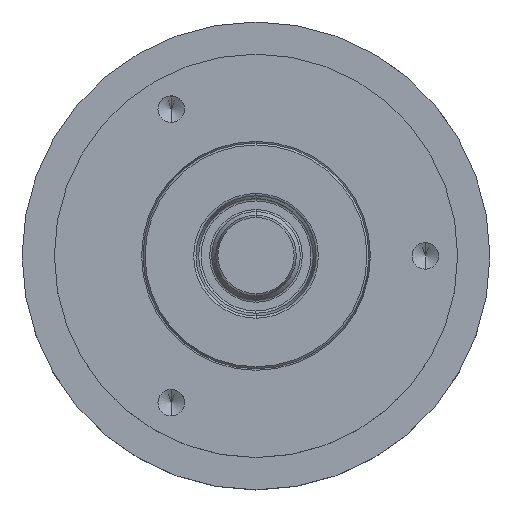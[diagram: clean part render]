
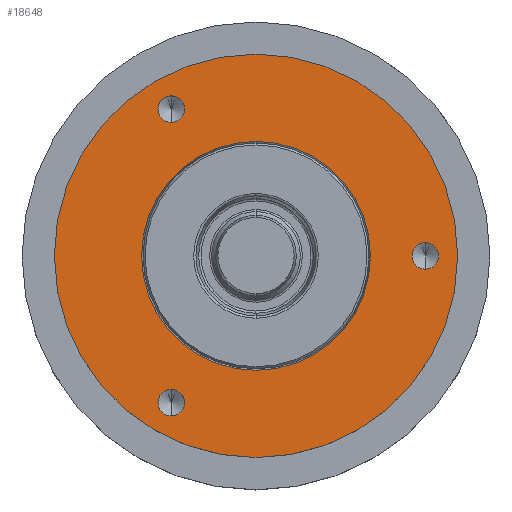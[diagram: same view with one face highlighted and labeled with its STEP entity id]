
A CAD part, top view. The second image highlights one B-rep face of the part: STEP entity #18648.
In plain terms, the highlighted planar face has unit normal (0, 0, 1).
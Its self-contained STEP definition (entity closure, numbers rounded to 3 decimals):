
#3887=CARTESIAN_POINT('',(0.,0.,27.));
#3888=DIRECTION('',(0.,0.,-1.));
#3889=DIRECTION('',(0.,1.,0.));
#3890=AXIS2_PLACEMENT_3D('',#3887,#3888,#3889);
#3892=CARTESIAN_POINT('',(0.,0.,27.));
#3893=DIRECTION('',(0.,0.,-1.));
#3894=DIRECTION('',(0.,-1.,0.));
#3895=AXIS2_PLACEMENT_3D('',#3892,#3893,#3894);
#3897=CARTESIAN_POINT('',(21.,0.,27.));
#3898=DIRECTION('',(0.,0.,1.));
#3899=DIRECTION('',(0.,-1.,0.));
#3900=AXIS2_PLACEMENT_3D('',#3897,#3898,#3899);
#3902=CARTESIAN_POINT('',(21.,0.,27.));
#3903=DIRECTION('',(0.,0.,1.));
#3904=DIRECTION('',(0.,1.,0.));
#3905=AXIS2_PLACEMENT_3D('',#3902,#3903,#3904);
#3907=CARTESIAN_POINT('',(-10.5,-18.187,27.));
#3908=DIRECTION('',(0.,0.,1.));
#3909=DIRECTION('',(0.,-1.,0.));
#3910=AXIS2_PLACEMENT_3D('',#3907,#3908,#3909);
#3912=CARTESIAN_POINT('',(-10.5,-18.187,27.));
#3913=DIRECTION('',(0.,0.,1.));
#3914=DIRECTION('',(0.,1.,0.));
#3915=AXIS2_PLACEMENT_3D('',#3912,#3913,#3914);
#3917=CARTESIAN_POINT('',(-10.5,18.187,27.));
#3918=DIRECTION('',(0.,0.,1.));
#3919=DIRECTION('',(0.,-1.,0.));
#3920=AXIS2_PLACEMENT_3D('',#3917,#3918,#3919);
#3922=CARTESIAN_POINT('',(-10.5,18.187,27.));
#3923=DIRECTION('',(0.,0.,1.));
#3924=DIRECTION('',(0.,1.,0.));
#3925=AXIS2_PLACEMENT_3D('',#3922,#3923,#3924);
#3932=CARTESIAN_POINT('',(0.,0.,27.));
#3933=DIRECTION('',(0.,0.,-1.));
#3934=DIRECTION('',(-1.,0.,0.));
#3935=AXIS2_PLACEMENT_3D('',#3932,#3933,#3934);
#3950=CARTESIAN_POINT('',(0.,0.,27.));
#3951=DIRECTION('',(0.,0.,-1.));
#3952=DIRECTION('',(1.,0.,0.));
#3953=AXIS2_PLACEMENT_3D('',#3950,#3951,#3952);
#14661=CARTESIAN_POINT('',(0.,25.,27.));
#14662=CARTESIAN_POINT('',(0.,-25.,27.));
#14663=VERTEX_POINT('',#14661);
#14664=VERTEX_POINT('',#14662);
#14689=CARTESIAN_POINT('',(14.188,0.,27.));
#14690=CARTESIAN_POINT('',(-14.188,0.,27.));
#14691=VERTEX_POINT('',#14689);
#14692=VERTEX_POINT('',#14690);
#14703=CARTESIAN_POINT('',(21.,-1.65,27.));
#14704=CARTESIAN_POINT('',(21.,1.65,27.));
#14705=VERTEX_POINT('',#14703);
#14706=VERTEX_POINT('',#14704);
#14713=CARTESIAN_POINT('',(-10.5,-19.837,27.));
#14714=CARTESIAN_POINT('',(-10.5,-16.537,27.));
#14715=VERTEX_POINT('',#14713);
#14716=VERTEX_POINT('',#14714);
#14723=CARTESIAN_POINT('',(-10.5,16.537,27.));
#14724=CARTESIAN_POINT('',(-10.5,19.837,27.));
#14725=VERTEX_POINT('',#14723);
#14726=VERTEX_POINT('',#14724);
#18614=CARTESIAN_POINT('',(0.,0.,27.));
#18615=DIRECTION('',(0.,0.,1.));
#18616=DIRECTION('',(1.,0.,0.));
#18617=AXIS2_PLACEMENT_3D('',#18614,#18615,#18616);
#18618=PLANE('',#18617);
#18620=ORIENTED_EDGE('',*,*,#18619,.T.);
#18621=ORIENTED_EDGE('',*,*,#18604,.T.);
#18622=EDGE_LOOP('',(#18620,#18621));
#18623=FACE_OUTER_BOUND('',#18622,.F.);
#18625=ORIENTED_EDGE('',*,*,#18624,.F.);
#18627=ORIENTED_EDGE('',*,*,#18626,.F.);
#18628=EDGE_LOOP('',(#18625,#18627));
#18629=FACE_BOUND('',#18628,.F.);
#18631=ORIENTED_EDGE('',*,*,#18630,.T.);
#18633=ORIENTED_EDGE('',*,*,#18632,.T.);
#18634=EDGE_LOOP('',(#18631,#18633));
#18635=FACE_BOUND('',#18634,.F.);
#18637=ORIENTED_EDGE('',*,*,#18636,.T.);
#18639=ORIENTED_EDGE('',*,*,#18638,.T.);
#18640=EDGE_LOOP('',(#18637,#18639));
#18641=FACE_BOUND('',#18640,.F.);
#18643=ORIENTED_EDGE('',*,*,#18642,.T.);
#18645=ORIENTED_EDGE('',*,*,#18644,.T.);
#18646=EDGE_LOOP('',(#18643,#18645));
#18647=FACE_BOUND('',#18646,.F.);
#3891=CIRCLE('',#3890,25.);
#3896=CIRCLE('',#3895,25.);
#3901=CIRCLE('',#3900,1.65);
#3906=CIRCLE('',#3905,1.65);
#3911=CIRCLE('',#3910,1.65);
#3916=CIRCLE('',#3915,1.65);
#3921=CIRCLE('',#3920,1.65);
#3926=CIRCLE('',#3925,1.65);
#3936=CIRCLE('',#3935,14.188);
#3954=CIRCLE('',#3953,14.188);
#18604=EDGE_CURVE('',#14664,#14663,#3896,.T.);
#18619=EDGE_CURVE('',#14663,#14664,#3891,.T.);
#18624=EDGE_CURVE('',#14692,#14691,#3936,.T.);
#18626=EDGE_CURVE('',#14691,#14692,#3954,.T.);
#18630=EDGE_CURVE('',#14705,#14706,#3901,.T.);
#18632=EDGE_CURVE('',#14706,#14705,#3906,.T.);
#18636=EDGE_CURVE('',#14715,#14716,#3911,.T.);
#18638=EDGE_CURVE('',#14716,#14715,#3916,.T.);
#18642=EDGE_CURVE('',#14725,#14726,#3921,.T.);
#18644=EDGE_CURVE('',#14726,#14725,#3926,.T.);
#18648=ADVANCED_FACE('',(#18623,#18629,#18635,#18641,#18647),#18618,.T.);
